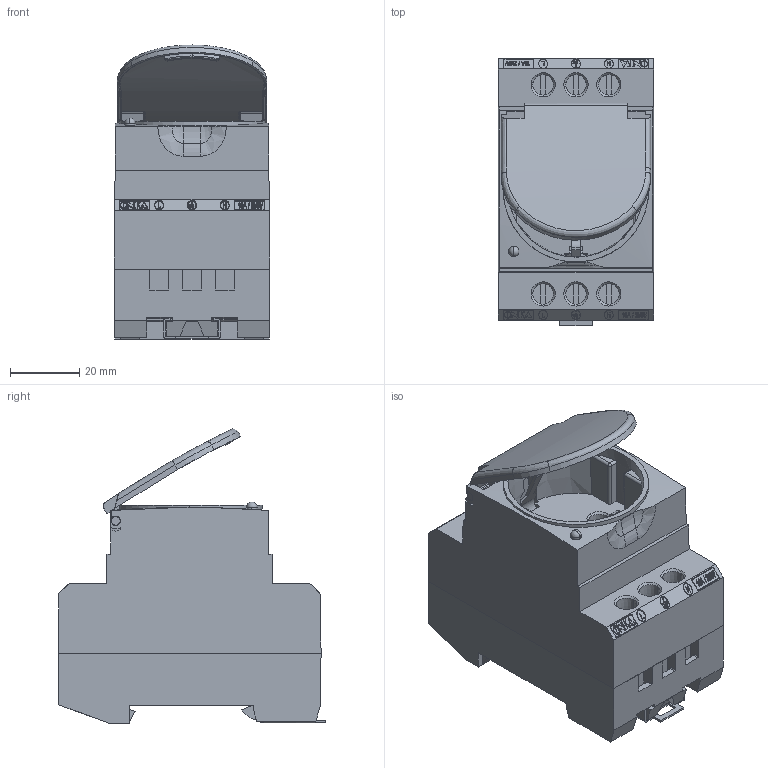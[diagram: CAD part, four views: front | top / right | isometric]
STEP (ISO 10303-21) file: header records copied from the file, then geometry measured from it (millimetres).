
FILE_DESCRIPTION (( 'STEP AP203' ), '1' );
FILE_NAME ('Pano Prizi Çift Giriþli Ledli Topraklý -- ONKA - 7163.STEP', '2019-04-16T13:14:20', ( '' ), ( '' ), 'SwSTEP 2.0', 'SolidWorks 2011', '' );
FILE_SCHEMA (( 'CONFIG_CONTROL_DESIGN' ));
Products named in the file (1): Pano Prizi Çift Giriþli Ledli Topraklý -- ONKA - 7163
Bounding box: 45 x 77.34 x 85.06 mm (x, y, z)
Volume: 130127.1 mm3; surface area: 42255.1 mm2
Topology: 1 solids, 7 shells, 1317 faces, 3617 edges, 2395 vertices
Faces by surface type: plane 768, bspline 212, cylinder 198, cone 86, torus 38, sphere 15
Entity records: 64729 total; most frequent: CARTESIAN_POINT 34259, ORIENTED_EDGE 7174, DIRECTION 4770, EDGE_CURVE 3587, VERTEX_POINT 2378, LINE 2252, VECTOR 2252, EDGE_LOOP 1421
